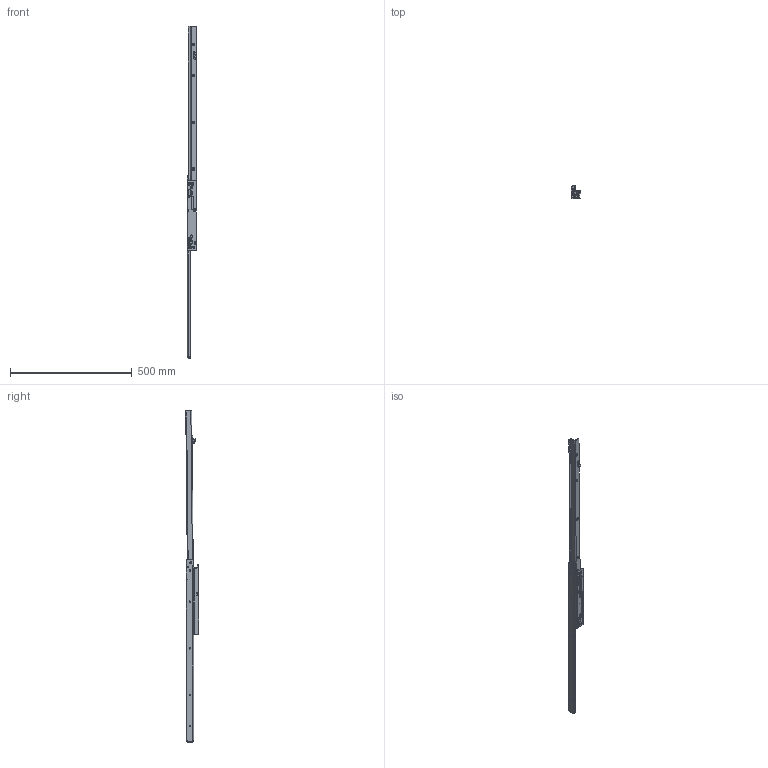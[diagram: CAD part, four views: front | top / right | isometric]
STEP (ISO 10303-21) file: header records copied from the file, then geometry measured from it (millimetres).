
FILE_DESCRIPTION (( 'STEP AP214' ), '1' );
FILE_NAME ('206.750-GA.L529_open.STEP', '2023-04-25T08:06:41', ( '' ), ( '' ), 'SwSTEP 2.0', 'SolidWorks 2020', '' );
FILE_SCHEMA (( 'AUTOMOTIVE_DESIGN' ));
Length unit declared in the file: millimetre
Products named in the file (36): SE-055; FUL-063 Laufring; B01-148_vernietet SE-054; U41-003; SE-008_kunststoff; FUL-063 Käfig; 206.750-GA.L529_open; DZ-031 Kolbenhinterteil; N61-220 einfach_vorgespannt ( 64,5mm ge”ffnet ); DZ-031 Kolbenvorterteil; 875.01-142; AG-041; DZ-031 Bremsmanschette; FUL-063 Innenring; 206.XXX-01.L529.li_NL 750 Var. 2 ausgefahren; SE-044tpe; B01-011_vernietet Senkkopf Mat. 3mm; DZ-031 ø3 kolbenstange; DZ-031 Kolben montiert_Lippendichtung w„hrend der Ausziehbewegung; DZ-031 Zylinder; SE-044; 206.XXX-01.A014_750mm; KR-164; DZ-031 Lippendichtung; 206.XXX-03.S180_750mm; FUL-063 Außenring; SE-044_standard; 206.XXX-03.L529.li_NL 750 Var. 2; SM-022_ge”ffnet; DZ-031_70,5mm von 0-Stellung ausgezogen => eingebaut in der SM; N61-220_vorgespannt ( 64,5mm ge”ffnet ); kugel_›   3,175000    (1.8"); SM-022 Aufkleber; FUL-063_U41-003+B01-011; SE-043; FUL-063 Kugellager
Assembly tree (42 placements, depth 6):
  206.750-GA.L529_open
    206.XXX-01.L529.li_NL 750 Var. 2 ausgefahren
      206.XXX-01.A014_750mm
      FUL-063_U41-003+B01-011
        FUL-063 Kugellager
          FUL-063 Innenring
          FUL-063 Außenring
          FUL-063 Käfig
          kugel_›   3,175000    (1.8")  x7
        FUL-063 Laufring
        B01-011_vernietet Senkkopf Mat. 3mm
        U41-003
      AG-041
      SM-022_ge”ffnet
        SE-043
        DZ-031_70,5mm von 0-Stellung ausgezogen => eingebaut in der SM
          DZ-031 Zylinder
          DZ-031 Kolben montiert_Lippendichtung w„hrend der Ausziehbewegung
            DZ-031 Kolbenvorterteil
            DZ-031 ø3 kolbenstange
            DZ-031 Kolbenhinterteil
            DZ-031 Bremsmanschette
            DZ-031 Lippendichtung
          SE-008_kunststoff
        N61-220_vorgespannt ( 64,5mm ge”ffnet )
          KR-164
          N61-220 einfach_vorgespannt ( 64,5mm ge”ffnet )
        SE-044
          SE-044_standard
          SE-044tpe
        SM-022 Aufkleber
      875.01-142
    206.XXX-03.L529.li_NL 750 Var. 2
      206.XXX-03.S180_750mm
      FUL-063_U41-003+B01-011
        FUL-063 Kugellager
          FUL-063 Innenring
          FUL-063 Außenring
          FUL-063 Käfig
          kugel_›   3,175000    (1.8")  x7
        FUL-063 Laufring
        B01-011_vernietet Senkkopf Mat. 3mm
        U41-003
      B01-148_vernietet SE-054
      SE-055
Bounding box: 38.5 x 54.65 x 1364.62 mm (x, y, z)
Volume: 302239 mm3; surface area: 267504 mm2
Topology: 46 solids, 46 shells, 3967 faces, 10086 edges, 6211 vertices
Faces by surface type: plane 1448, cylinder 1310, bspline 353, torus 352, sphere 268, cone 236
Entity records: 133722 total; most frequent: CARTESIAN_POINT 43813, ORIENTED_EDGE 18600, DIRECTION 18022, EDGE_CURVE 9300, AXIS2_PLACEMENT_3D 6607, VERTEX_POINT 5767, VECTOR 4808, LINE 4808
